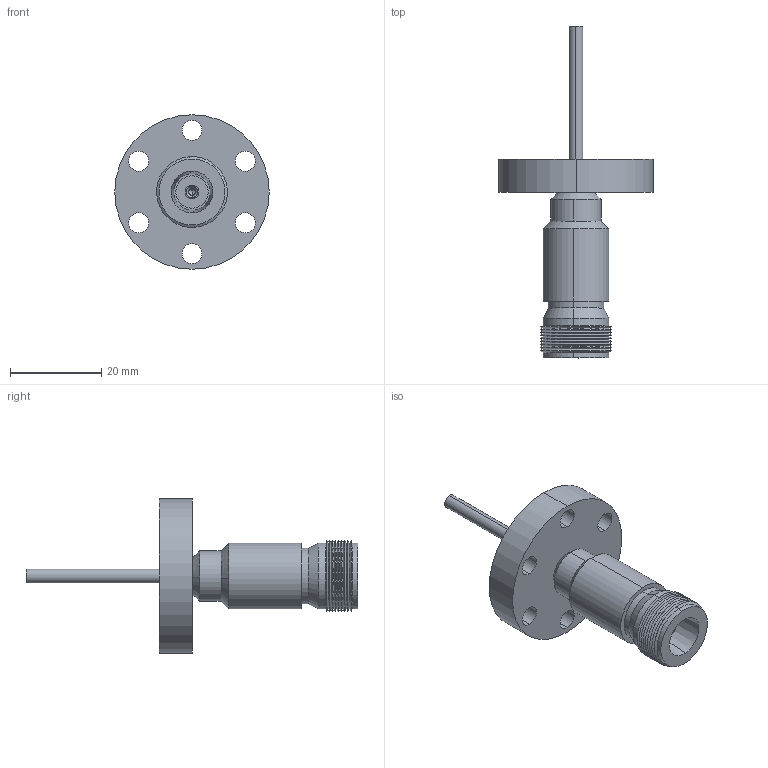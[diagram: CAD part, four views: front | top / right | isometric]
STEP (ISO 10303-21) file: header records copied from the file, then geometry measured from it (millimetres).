
FILE_DESCRIPTION (( 'STEP AP203' ), '1' );
FILE_NAME ('A2714-1-CF.STEP', '2011-10-18T12:22:54', ( '' ), ( '' ), 'SwSTEP 2.0', 'SolidWorks 2011', '' );
FILE_SCHEMA (( 'CONFIG_CONTROL_DESIGN' ));
Length unit declared in the file: inch
Products named in the file (1): A2714-1-CF
Bounding box: 33.78 x 72.63 x 33.78 mm (x, y, z)
Volume: 8888.2 mm3; surface area: 7935.6 mm2
Topology: 1 solids, 1 shells, 158 faces, 377 edges, 232 vertices
Faces by surface type: cone 72, cylinder 64, plane 22
Entity records: 4717 total; most frequent: DIRECTION 900, CARTESIAN_POINT 796, ORIENTED_EDGE 750, AXIS2_PLACEMENT_3D 376, EDGE_CURVE 375, VERTEX_POINT 232, CIRCLE 217, EDGE_LOOP 183
